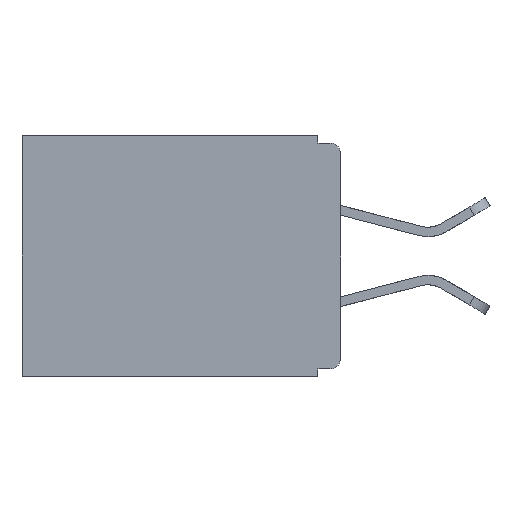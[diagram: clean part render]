
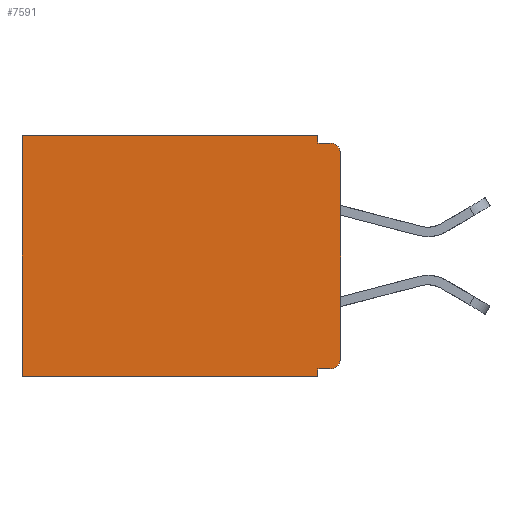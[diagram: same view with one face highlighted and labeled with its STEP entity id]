
A CAD part, left-side view. The second image highlights one B-rep face of the part: STEP entity #7591.
In plain terms, the highlighted planar face has unit normal (-1, 0, 0).
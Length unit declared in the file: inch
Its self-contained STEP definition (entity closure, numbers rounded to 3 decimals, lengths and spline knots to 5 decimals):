
#506 = LINE ( 'NONE', #4010, #18230 ) ;
#632 = LINE ( 'NONE', #27608, #22671 ) ;
#752 = EDGE_CURVE ( 'NONE', #22352, #14844, #26452, .T. ) ;
#876 = VERTEX_POINT ( 'NONE', #7067 ) ;
#907 = ORIENTED_EDGE ( 'NONE', *, *, #16736, .F. ) ;
#938 = EDGE_CURVE ( 'NONE', #16579, #1464, #28110, .T. ) ;
#1235 = CIRCLE ( 'NONE', #23010, 0.015 ) ;
#1464 = VERTEX_POINT ( 'NONE', #1764 ) ;
#1711 = EDGE_CURVE ( 'NONE', #2183, #13592, #20681, .T. ) ;
#1764 = CARTESIAN_POINT ( 'NONE',  ( 0.3, 0.031, -0.01 ) ) ;
#2183 = VERTEX_POINT ( 'NONE', #18036 ) ;
#2501 = LINE ( 'NONE', #21647, #8447 ) ;
#2559 = CARTESIAN_POINT ( 'NONE',  ( 0.3, 0.437, -0.33 ) ) ;
#3646 = CARTESIAN_POINT ( 'NONE',  ( 0.3, 0.015, -0.32 ) ) ;
#3731 = CARTESIAN_POINT ( 'NONE',  ( 0.3, 0.031, -0.33 ) ) ;
#4010 = CARTESIAN_POINT ( 'NONE',  ( 0.3, 0., -0.01 ) ) ;
#4845 = PLANE ( 'NONE',  #7884 ) ;
#5184 = ORIENTED_EDGE ( 'NONE', *, *, #7199, .F. ) ;
#5533 = ORIENTED_EDGE ( 'NONE', *, *, #1711, .T. ) ;
#5811 = EDGE_CURVE ( 'NONE', #17221, #14844, #26367, .T. ) ;
#5877 = CARTESIAN_POINT ( 'NONE',  ( 0.3, 0., -0.33 ) ) ;
#5925 = DIRECTION ( 'NONE',  ( 0., 0., -1. ) ) ;
#6370 = DIRECTION ( 'NONE',  ( 0., 1., 0. ) ) ;
#6388 = EDGE_CURVE ( 'NONE', #9068, #22994, #22313, .T. ) ;
#6895 = ORIENTED_EDGE ( 'NONE', *, *, #938, .F. ) ;
#7067 = CARTESIAN_POINT ( 'NONE',  ( 0.3, 0., -0.305 ) ) ;
#7074 = DIRECTION ( 'NONE',  ( 0., 0., -1. ) ) ;
#7199 = EDGE_CURVE ( 'NONE', #22994, #22352, #24937, .T. ) ;
#7466 = EDGE_CURVE ( 'NONE', #9068, #876, #1235, .T. ) ;
#7591 = ADVANCED_FACE ( 'NONE', ( #20549 ), #4845, .F. ) ;
#7799 = CARTESIAN_POINT ( 'NONE',  ( 0.3, 0.437, 0. ) ) ;
#7880 = DIRECTION ( 'NONE',  ( 0., 0., -1. ) ) ;
#7884 = AXIS2_PLACEMENT_3D ( 'NONE', #11517, #26678, #13759 ) ;
#8273 = ORIENTED_EDGE ( 'NONE', *, *, #11194, .T. ) ;
#8447 = VECTOR ( 'NONE', #6370, 39.37008 ) ;
#8928 = CARTESIAN_POINT ( 'NONE',  ( 0.3, 0.015, -0.305 ) ) ;
#9066 = VECTOR ( 'NONE', #7074, 39.37008 ) ;
#9068 = VERTEX_POINT ( 'NONE', #3646 ) ;
#9178 = CARTESIAN_POINT ( 'NONE',  ( 0.3, 0., -0.32 ) ) ;
#11141 = DIRECTION ( 'NONE',  ( 0., 0., -1. ) ) ;
#11194 = EDGE_CURVE ( 'NONE', #16579, #17221, #2501, .T. ) ;
#11517 = CARTESIAN_POINT ( 'NONE',  ( 0.3, 0., -0.33 ) ) ;
#12696 = EDGE_LOOP ( 'NONE', ( #15878, #5533, #907, #6895, #8273, #14165, #21242, #5184, #17596, #23274 ) ) ;
#13496 = EDGE_CURVE ( 'NONE', #2183, #876, #632, .T. ) ;
#13592 = VERTEX_POINT ( 'NONE', #25785 ) ;
#13759 = DIRECTION ( 'NONE',  ( 0., 0., -1. ) ) ;
#14155 = DIRECTION ( 'NONE',  ( 0., 0., -1. ) ) ;
#14165 = ORIENTED_EDGE ( 'NONE', *, *, #5811, .T. ) ;
#14249 = CARTESIAN_POINT ( 'NONE',  ( 0.3, 0.031, 0. ) ) ;
#14844 = VERTEX_POINT ( 'NONE', #16755 ) ;
#15231 = CARTESIAN_POINT ( 'NONE',  ( 0.3, 0.031, -0.32 ) ) ;
#15878 = ORIENTED_EDGE ( 'NONE', *, *, #13496, .F. ) ;
#16579 = VERTEX_POINT ( 'NONE', #16665 ) ;
#16665 = CARTESIAN_POINT ( 'NONE',  ( 0.3, 0.031, 0. ) ) ;
#16736 = EDGE_CURVE ( 'NONE', #1464, #13592, #506, .T. ) ;
#16755 = CARTESIAN_POINT ( 'NONE',  ( 0.3, 0.437, -0.33 ) ) ;
#17221 = VERTEX_POINT ( 'NONE', #7799 ) ;
#17262 = VECTOR ( 'NONE', #24378, 39.37008 ) ;
#17596 = ORIENTED_EDGE ( 'NONE', *, *, #6388, .F. ) ;
#18036 = CARTESIAN_POINT ( 'NONE',  ( 0.3, 0., -0.025 ) ) ;
#18049 = DIRECTION ( 'NONE',  ( 0., 1., 0. ) ) ;
#18230 = VECTOR ( 'NONE', #21539, 39.37008 ) ;
#18458 = AXIS2_PLACEMENT_3D ( 'NONE', #19158, #19041, #14155 ) ;
#19041 = DIRECTION ( 'NONE',  ( -1., 0., 0. ) ) ;
#19158 = CARTESIAN_POINT ( 'NONE',  ( 0.3, 0.015, -0.025 ) ) ;
#19421 = DIRECTION ( 'NONE',  ( 0., 0., -1. ) ) ;
#20085 = VECTOR ( 'NONE', #18049, 39.37008 ) ;
#20549 = FACE_OUTER_BOUND ( 'NONE', #12696, .T. ) ;
#20681 = CIRCLE ( 'NONE', #18458, 0.015 ) ;
#21242 = ORIENTED_EDGE ( 'NONE', *, *, #752, .F. ) ;
#21539 = DIRECTION ( 'NONE',  ( 0., -1., 0. ) ) ;
#21647 = CARTESIAN_POINT ( 'NONE',  ( 0.3, 0., 0. ) ) ;
#22313 = LINE ( 'NONE', #9178, #17262 ) ;
#22352 = VERTEX_POINT ( 'NONE', #3731 ) ;
#22671 = VECTOR ( 'NONE', #5925, 39.37008 ) ;
#22994 = VERTEX_POINT ( 'NONE', #15231 ) ;
#23010 = AXIS2_PLACEMENT_3D ( 'NONE', #8928, #24143, #11141 ) ;
#23274 = ORIENTED_EDGE ( 'NONE', *, *, #7466, .T. ) ;
#24143 = DIRECTION ( 'NONE',  ( -1., 0., 0. ) ) ;
#24281 = VECTOR ( 'NONE', #7880, 39.37008 ) ;
#24378 = DIRECTION ( 'NONE',  ( 0., 1., 0. ) ) ;
#24937 = LINE ( 'NONE', #25277, #24281 ) ;
#25277 = CARTESIAN_POINT ( 'NONE',  ( 0.3, 0.031, -0.33 ) ) ;
#25785 = CARTESIAN_POINT ( 'NONE',  ( 0.3, 0.015, -0.01 ) ) ;
#26367 = LINE ( 'NONE', #2559, #9066 ) ;
#26452 = LINE ( 'NONE', #5877, #20085 ) ;
#26678 = DIRECTION ( 'NONE',  ( 1., 0., 0. ) ) ;
#26791 = VECTOR ( 'NONE', #19421, 39.37008 ) ;
#27608 = CARTESIAN_POINT ( 'NONE',  ( 0.3, 0., -0.33 ) ) ;
#28110 = LINE ( 'NONE', #14249, #26791 ) ;
